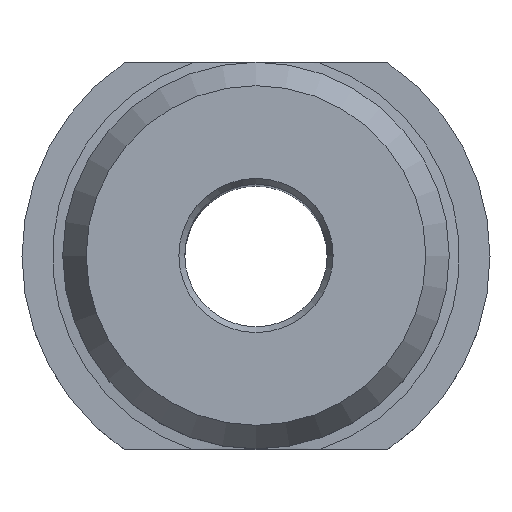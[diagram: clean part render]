
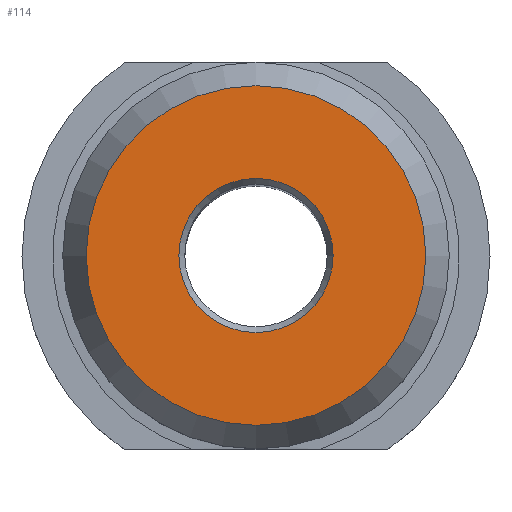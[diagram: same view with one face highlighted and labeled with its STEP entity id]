
A CAD part, top view. The second image highlights one B-rep face of the part: STEP entity #114.
In plain terms, the highlighted planar face has unit normal (0, 0, 1).
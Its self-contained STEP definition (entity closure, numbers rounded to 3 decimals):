
#53=FACE_BOUND('',#166,.T.);
#54=FACE_BOUND('',#167,.T.);
#114=ADVANCED_FACE('',(#53,#54),#142,.F.);
#142=PLANE('',#489);
#166=EDGE_LOOP('',(#270));
#167=EDGE_LOOP('',(#271));
#270=ORIENTED_EDGE('',*,*,#395,.F.);
#271=ORIENTED_EDGE('',*,*,#396,.T.);
#348=VERTEX_POINT('',#753);
#349=VERTEX_POINT('',#755);
#395=EDGE_CURVE('',#348,#348,#426,.T.);
#396=EDGE_CURVE('',#349,#349,#427,.T.);
#426=CIRCLE('',#487,8.345);
#427=CIRCLE('',#488,3.789);
#487=AXIS2_PLACEMENT_3D('',#752,#588,#589);
#488=AXIS2_PLACEMENT_3D('',#754,#590,#591);
#489=AXIS2_PLACEMENT_3D('',#756,#592,#593);
#588=DIRECTION('',(0.,0.,-1.));
#589=DIRECTION('',(0.,1.,0.));
#590=DIRECTION('',(0.,0.,-1.));
#591=DIRECTION('',(0.,1.,0.));
#592=DIRECTION('',(0.,0.,-1.));
#593=DIRECTION('',(0.,1.,0.));
#752=CARTESIAN_POINT('',(0.,0.,26.));
#753=CARTESIAN_POINT('',(0.,8.345,26.));
#754=CARTESIAN_POINT('',(0.,0.,26.));
#755=CARTESIAN_POINT('',(0.,3.789,26.));
#756=CARTESIAN_POINT('',(0.,3.789,26.));
